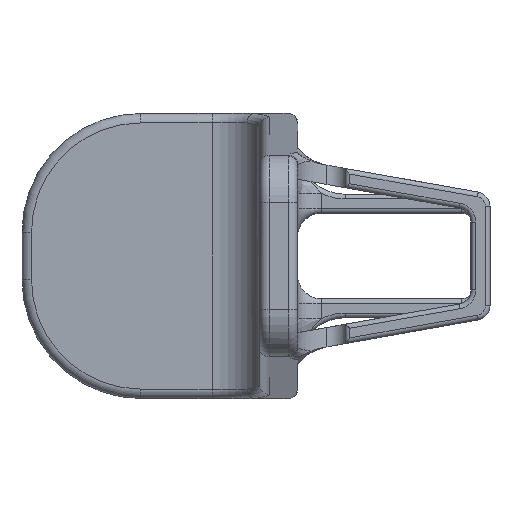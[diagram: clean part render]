
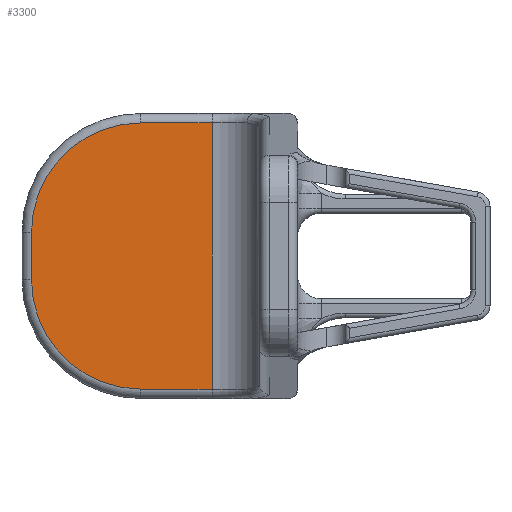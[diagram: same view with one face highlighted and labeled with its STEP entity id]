
A CAD part, front view. The second image highlights one B-rep face of the part: STEP entity #3300.
In plain terms, the highlighted planar face has unit normal (0, -1, 0).
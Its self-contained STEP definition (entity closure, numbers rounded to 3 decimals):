
#349 = AXIS2_PLACEMENT_3D ( 'NONE', #5611, #390, #3568 ) ;
#390 = DIRECTION ( 'NONE',  ( 0., -1., 0. ) ) ;
#529 = CARTESIAN_POINT ( 'NONE',  ( 25., 27.29, 28. ) ) ;
#686 = LINE ( 'NONE', #3481, #4855 ) ;
#863 = EDGE_CURVE ( 'NONE', #5007, #5081, #912, .T. ) ;
#912 = LINE ( 'NONE', #1430, #4106 ) ;
#945 = DIRECTION ( 'NONE',  ( 0., 0., -1. ) ) ;
#1005 = EDGE_CURVE ( 'NONE', #4968, #1658, #686, .T. ) ;
#1193 = ORIENTED_EDGE ( 'NONE', *, *, #1005, .T. ) ;
#1369 = CARTESIAN_POINT ( 'NONE',  ( 0., 27.29, -30. ) ) ;
#1395 = DIRECTION ( 'NONE',  ( 1., 0., 0. ) ) ;
#1430 = CARTESIAN_POINT ( 'NONE',  ( 2., 27.29, -30. ) ) ;
#1450 = ORIENTED_EDGE ( 'NONE', *, *, #3972, .T. ) ;
#1658 = VERTEX_POINT ( 'NONE', #529 ) ;
#2083 = EDGE_CURVE ( 'NONE', #1658, #5007, #3827, .T. ) ;
#2116 = VERTEX_POINT ( 'NONE', #2632 ) ;
#2161 = CARTESIAN_POINT ( 'NONE',  ( 25., 27.29, -5. ) ) ;
#2331 = EDGE_LOOP ( 'NONE', ( #4611, #2351, #1450, #1193, #2562, #2705 ) ) ;
#2351 = ORIENTED_EDGE ( 'NONE', *, *, #3974, .T. ) ;
#2398 = CARTESIAN_POINT ( 'NONE',  ( 2., 27.29, 5. ) ) ;
#2445 = EDGE_CURVE ( 'NONE', #5081, #2116, #4765, .T. ) ;
#2459 = CARTESIAN_POINT ( 'NONE',  ( 40., 27.29, 28. ) ) ;
#2540 = DIRECTION ( 'NONE',  ( 0., 0., 1. ) ) ;
#2562 = ORIENTED_EDGE ( 'NONE', *, *, #2083, .T. ) ;
#2632 = CARTESIAN_POINT ( 'NONE',  ( 25., 27.29, -28. ) ) ;
#2705 = ORIENTED_EDGE ( 'NONE', *, *, #863, .T. ) ;
#2862 = AXIS2_PLACEMENT_3D ( 'NONE', #2161, #4864, #4474 ) ;
#2966 = CARTESIAN_POINT ( 'NONE',  ( 40., 27.29, -30. ) ) ;
#3023 = LINE ( 'NONE', #2966, #4494 ) ;
#3300 = ADVANCED_FACE ( 'NONE', ( #4180 ), #4070, .T. ) ;
#3481 = CARTESIAN_POINT ( 'NONE',  ( 25., 27.29, 28. ) ) ;
#3568 = DIRECTION ( 'NONE',  ( 1., 0., 0. ) ) ;
#3827 = CIRCLE ( 'NONE', #349, 23. ) ;
#3960 = CARTESIAN_POINT ( 'NONE',  ( 0., 27.29, -28. ) ) ;
#3972 = EDGE_CURVE ( 'NONE', #4420, #4968, #3023, .T. ) ;
#3974 = EDGE_CURVE ( 'NONE', #2116, #4420, #4784, .T. ) ;
#4070 = PLANE ( 'NONE',  #4502 ) ;
#4098 = DIRECTION ( 'NONE',  ( 0., -1., 0. ) ) ;
#4106 = VECTOR ( 'NONE', #945, 1000. ) ;
#4180 = FACE_OUTER_BOUND ( 'NONE', #2331, .T. ) ;
#4420 = VERTEX_POINT ( 'NONE', #5789 ) ;
#4474 = DIRECTION ( 'NONE',  ( 1., 0., 0. ) ) ;
#4494 = VECTOR ( 'NONE', #2540, 1000. ) ;
#4502 = AXIS2_PLACEMENT_3D ( 'NONE', #1369, #4098, #1395 ) ;
#4611 = ORIENTED_EDGE ( 'NONE', *, *, #2445, .T. ) ;
#4643 = CARTESIAN_POINT ( 'NONE',  ( 2., 27.29, -5. ) ) ;
#4765 = CIRCLE ( 'NONE', #2862, 23. ) ;
#4784 = LINE ( 'NONE', #3960, #5441 ) ;
#4818 = DIRECTION ( 'NONE',  ( -1., 0., 0. ) ) ;
#4855 = VECTOR ( 'NONE', #4818, 1000. ) ;
#4864 = DIRECTION ( 'NONE',  ( 0., -1., 0. ) ) ;
#4968 = VERTEX_POINT ( 'NONE', #2459 ) ;
#5007 = VERTEX_POINT ( 'NONE', #2398 ) ;
#5081 = VERTEX_POINT ( 'NONE', #4643 ) ;
#5318 = DIRECTION ( 'NONE',  ( 1., 0., 0. ) ) ;
#5441 = VECTOR ( 'NONE', #5318, 1000. ) ;
#5611 = CARTESIAN_POINT ( 'NONE',  ( 25., 27.29, 5. ) ) ;
#5789 = CARTESIAN_POINT ( 'NONE',  ( 40., 27.29, -28. ) ) ;
